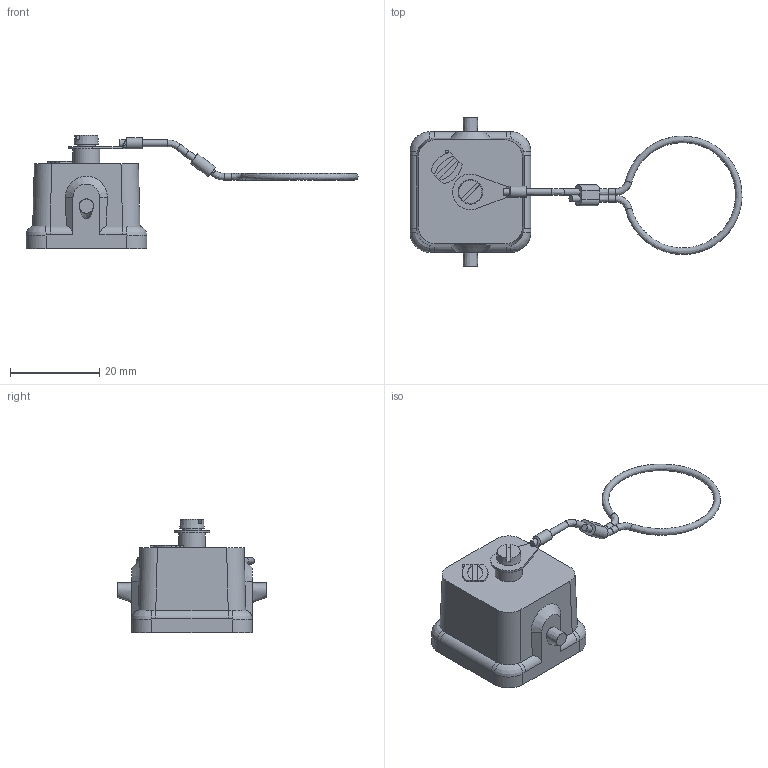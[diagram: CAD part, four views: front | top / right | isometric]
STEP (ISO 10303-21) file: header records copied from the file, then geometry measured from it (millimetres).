
FILE_DESCRIPTION(/* description */ (''),/* implementation_level */ '2;1');
FILE_NAME(/* name */ '100186323ugm000_d.stp',/* time_stamp */ '2019-10-16T07:38:31+02:00',/* author */ (''),/* organization */ (''),/* preprocessor_version */ 'ST-DEVELOPER v16.7',/* originating_system */ 'SIEMENS PLM Software NX 12.0',/* authorisation */ '');
FILE_SCHEMA (('AUTOMOTIVE_DESIGN { 1 0 10303 214 3 1 1 1 }'));
Length unit declared in the file: millimetre
Products named in the file (1): 100186323ugm000_d
Bounding box: 74.24 x 33.4 x 25.3 mm (x, y, z)
Volume: 3617.6 mm3; surface area: 5415 mm2
Topology: 1 solids, 1 shells, 131 faces, 319 edges, 204 vertices
Faces by surface type: plane 59, cylinder 37, bspline 32, cone 3
Full cylindrical faces by diameter (mm): 0.591 x1, 2.5 x1, 4.1 x1, 6 x1
Entity records: 4981 total; most frequent: CARTESIAN_POINT 1666, ORIENTED_EDGE 588, DIRECTION 564, EDGE_CURVE 294, AXIS2_PLACEMENT_3D 204, VERTEX_POINT 200, EDGE_LOOP 168, LINE 156
